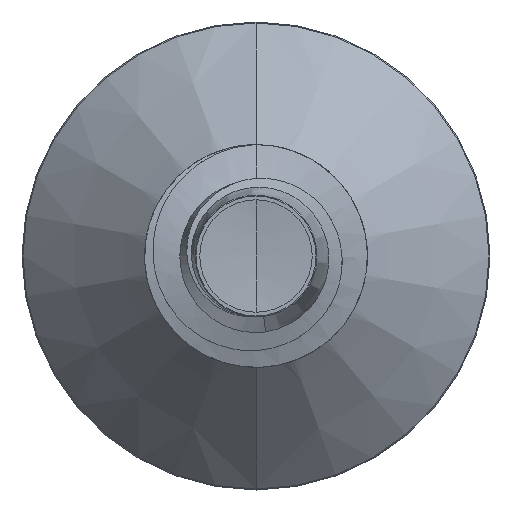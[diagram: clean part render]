
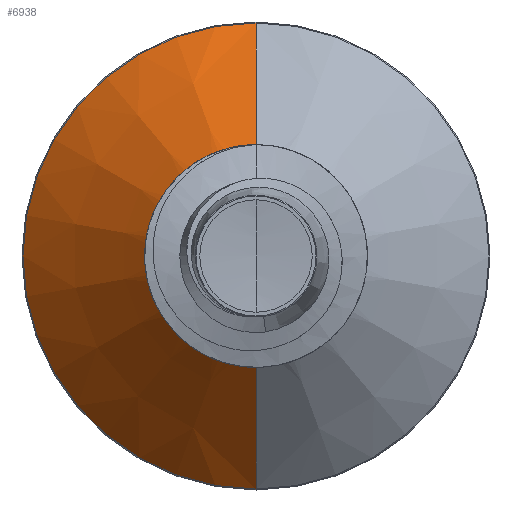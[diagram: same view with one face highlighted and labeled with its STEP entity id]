
A CAD part, front view. The second image highlights one B-rep face of the part: STEP entity #6938.
In plain terms, the highlighted conical face has half-angle 45 degrees and reference radius 1.506 mm.
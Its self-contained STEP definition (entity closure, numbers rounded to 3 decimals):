
#140 = VERTEX_POINT ( 'NONE', #4995 ) ;
#254 = DIRECTION ( 'NONE',  ( 0., 0., 1. ) ) ;
#496 = LINE ( 'NONE', #10824, #9586 ) ;
#578 = EDGE_CURVE ( 'NONE', #8128, #6425, #11038, .T. ) ;
#883 = CARTESIAN_POINT ( 'NONE',  ( 0., 5.106, 0. ) ) ;
#894 = VERTEX_POINT ( 'NONE', #8876 ) ;
#967 = ORIENTED_EDGE ( 'NONE', *, *, #6624, .T. ) ;
#2379 = LINE ( 'NONE', #11209, #7305 ) ;
#2599 = ORIENTED_EDGE ( 'NONE', *, *, #6932, .F. ) ;
#4535 = FACE_OUTER_BOUND ( 'NONE', #7931, .T. ) ;
#4779 = DIRECTION ( 'NONE',  ( 0., 0., 1. ) ) ;
#4995 = CARTESIAN_POINT ( 'NONE',  ( 0., 5.106, -1.506 ) ) ;
#5543 = CARTESIAN_POINT ( 'NONE',  ( 0., 7.782, -4.182 ) ) ;
#5645 = EDGE_CURVE ( 'NONE', #140, #894, #11148, .T. ) ;
#5664 = AXIS2_PLACEMENT_3D ( 'NONE', #9138, #9958, #4779 ) ;
#6198 = ORIENTED_EDGE ( 'NONE', *, *, #578, .F. ) ;
#6425 = VERTEX_POINT ( 'NONE', #8261 ) ;
#6504 = CONICAL_SURFACE ( 'NONE', #6878, 1.506, 0.785 ) ;
#6624 = EDGE_CURVE ( 'NONE', #894, #6425, #496, .T. ) ;
#6878 = AXIS2_PLACEMENT_3D ( 'NONE', #883, #10733, #254 ) ;
#6932 = EDGE_CURVE ( 'NONE', #140, #8128, #2379, .T. ) ;
#6938 = ADVANCED_FACE ( 'NONE', ( #4535 ), #6504, .T. ) ;
#7187 = CARTESIAN_POINT ( 'NONE',  ( 0., 5.106, 0. ) ) ;
#7189 = DIRECTION ( 'NONE',  ( 0., 0., 1. ) ) ;
#7305 = VECTOR ( 'NONE', #10633, 1000. ) ;
#7794 = DIRECTION ( 'NONE',  ( 0., 0.707, 0.707 ) ) ;
#7931 = EDGE_LOOP ( 'NONE', ( #2599, #8512, #967, #6198 ) ) ;
#8128 = VERTEX_POINT ( 'NONE', #5543 ) ;
#8261 = CARTESIAN_POINT ( 'NONE',  ( 0., 7.782, 4.182 ) ) ;
#8512 = ORIENTED_EDGE ( 'NONE', *, *, #5645, .T. ) ;
#8795 = AXIS2_PLACEMENT_3D ( 'NONE', #7187, #10940, #7189 ) ;
#8876 = CARTESIAN_POINT ( 'NONE',  ( 0., 5.106, 1.506 ) ) ;
#9138 = CARTESIAN_POINT ( 'NONE',  ( 0., 7.782, 0. ) ) ;
#9586 = VECTOR ( 'NONE', #7794, 1000. ) ;
#9958 = DIRECTION ( 'NONE',  ( 0., 1., 0. ) ) ;
#10633 = DIRECTION ( 'NONE',  ( 0., 0.707, -0.707 ) ) ;
#10733 = DIRECTION ( 'NONE',  ( 0., 1., 0. ) ) ;
#10824 = CARTESIAN_POINT ( 'NONE',  ( 0., 5.106, 1.506 ) ) ;
#10940 = DIRECTION ( 'NONE',  ( 0., 1., 0. ) ) ;
#11038 = CIRCLE ( 'NONE', #5664, 4.182 ) ;
#11148 = CIRCLE ( 'NONE', #8795, 1.506 ) ;
#11209 = CARTESIAN_POINT ( 'NONE',  ( 0., 5.106, -1.506 ) ) ;
